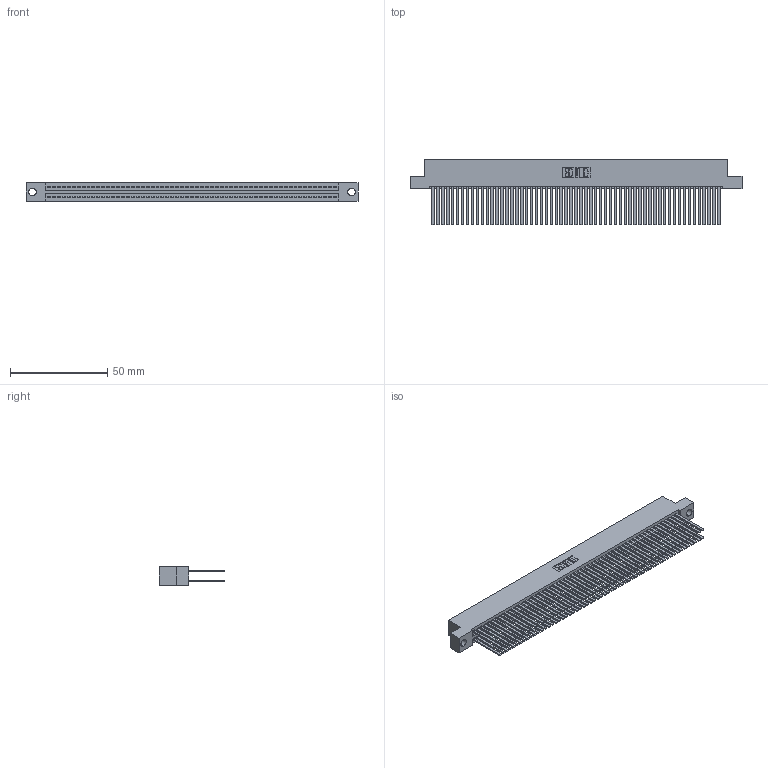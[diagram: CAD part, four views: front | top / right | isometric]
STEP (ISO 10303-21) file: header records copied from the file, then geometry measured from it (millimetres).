
FILE_DESCRIPTION (( 'STEP AP203' ), '1' );
FILE_NAME ('395-118-544-204.STEP', '2018-12-02T08:37:50', ( '' ), ( '' ), 'SwSTEP 2.0', 'SolidWorks 2016', '' );
FILE_SCHEMA (( 'CONFIG_CONTROL_DESIGN' ));
Length unit declared in the file: inch
Products named in the file (3): 345 Part_Flush Mounting Lugs - 0.156 Dia-TH; 395-118-544-204; 345-292-001_345-293-144
Assembly tree (119 placements, depth 2):
  395-118-544-204
    345 Part_Flush Mounting Lugs - 0.156 Dia-TH
    345-292-001_345-293-144  x118
Bounding box: 171.07 x 33.96 x 9.4 mm (x, y, z)
Volume: 18341.9 mm3; surface area: 32105 mm2
Topology: 119 solids, 119 shells, 5318 faces, 15799 edges, 10374 vertices
Faces by surface type: plane 3502, cylinder 1816
Entity records: 43823 total; most frequent: CARTESIAN_POINT 7328, ORIENTED_EDGE 7262, DIRECTION 6439, EDGE_CURVE 3631, VECTOR 3267, LINE 3267, VERTEX_POINT 2418, AXIS2_PLACEMENT_3D 1586
